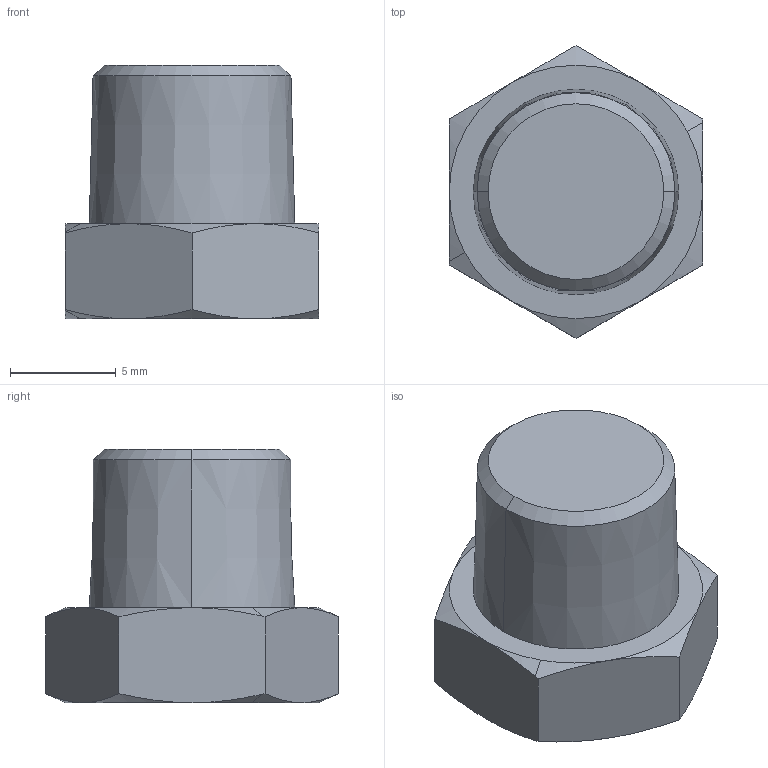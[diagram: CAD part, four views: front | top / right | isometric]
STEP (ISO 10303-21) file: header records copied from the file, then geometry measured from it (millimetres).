
FILE_DESCRIPTION(( 'RA.19C00.18.stp' ), '1');
FILE_NAME( 'RA.19C00.18.stp', '2018-10-10T17:18:26',( 'Sopra'),('sopra-pneumatic.com'), 'SwSTEP 2.0','SolidWorks 2009','' );
FILE_SCHEMA(('CONFIG_CONTROL_DESIGN'));
Length unit declared in the file: millimetre
Products named in the file (1): DN610-G18
Bounding box: 12 x 13.86 x 12 mm (x, y, z)
Volume: 1090.1 mm3; surface area: 637.3 mm2
Topology: 1 solids, 1 shells, 141 faces, 373 edges, 244 vertices
Faces by surface type: plane 121, cone 20
Entity records: 4288 total; most frequent: CARTESIAN_POINT 930, ORIENTED_EDGE 746, DIRECTION 565, EDGE_CURVE 373, VECTOR 323, LINE 323, VERTEX_POINT 244, EDGE_LOOP 151
